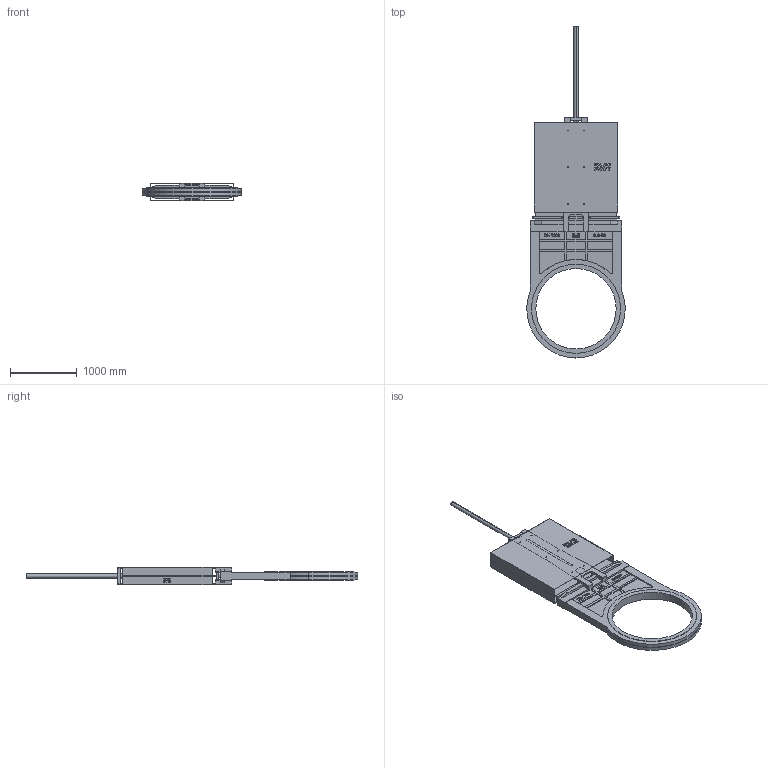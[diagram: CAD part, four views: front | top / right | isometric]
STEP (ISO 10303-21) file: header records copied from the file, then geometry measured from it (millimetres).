
FILE_DESCRIPTION (( 'STEP AP203' ), '1' );
FILE_NAME ('702120050034.STEP', '2017-04-20T15:22:46', ( '' ), ( '' ), 'SwSTEP 2.0', 'SolidWorks 2016', '' );
FILE_SCHEMA (( 'CONFIG_CONTROL_DESIGN' ));
Length unit declared in the file: millimetre
Products named in the file (1): 702120050034
Bounding box: 1470 x 4956 x 262 mm (x, y, z)
Volume: 253638614.6 mm3; surface area: 19502308.1 mm2
Topology: 3 solids, 3 shells, 1299 faces, 3702 edges, 2466 vertices
Faces by surface type: plane 696, cylinder 445, bspline 156, cone 2
Entity records: 52721 total; most frequent: CARTESIAN_POINT 18792, ORIENTED_EDGE 7404, DIRECTION 6578, EDGE_CURVE 3702, VECTOR 2490, LINE 2490, VERTEX_POINT 2466, AXIS2_PLACEMENT_3D 2044
